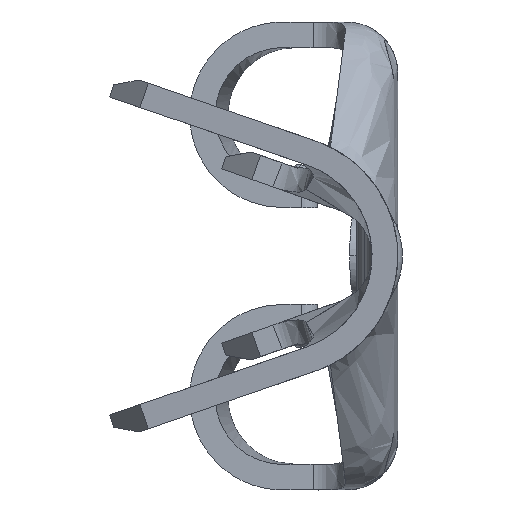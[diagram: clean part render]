
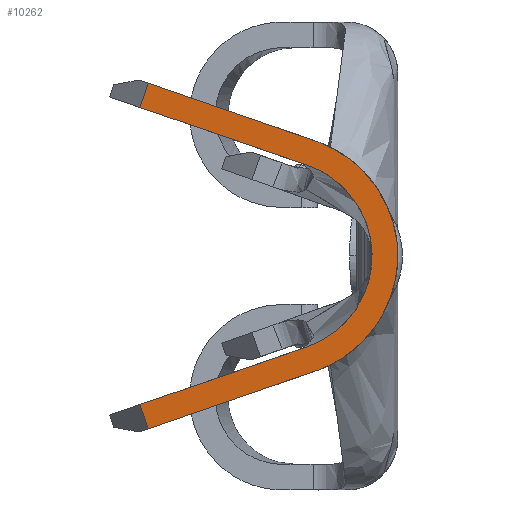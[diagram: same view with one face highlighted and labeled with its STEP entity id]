
A CAD part, left-side view. The second image highlights one B-rep face of the part: STEP entity #10262.
In plain terms, the highlighted planar face has unit normal (-0.996, 0.087, 0).
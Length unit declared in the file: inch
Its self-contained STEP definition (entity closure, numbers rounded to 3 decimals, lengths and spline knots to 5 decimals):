
#99 = VERTEX_POINT ( 'NONE', #5082 ) ;
#487 = VERTEX_POINT ( 'NONE', #3652 ) ;
#729 =( BOUNDED_CURVE ( )  B_SPLINE_CURVE ( 3, ( #13687, #3646, #8137, #12596 ),
 .UNSPECIFIED., .F., .T. ) 
 B_SPLINE_CURVE_WITH_KNOTS ( ( 4, 4 ),
 ( 5.04497, 7.52141 ),
 .UNSPECIFIED. ) 
 CURVE ( )  GEOMETRIC_REPRESENTATION_ITEM ( )  RATIONAL_B_SPLINE_CURVE ( ( 1., 0.551, 0.551, 1. ) ) 
 REPRESENTATION_ITEM ( '' )  );
#867 = CARTESIAN_POINT ( 'NONE',  ( -0.73492, 0.04206, -0.07421 ) ) ;
#1067 = CARTESIAN_POINT ( 'NONE',  ( -0.74074, -0.02445, 0.03431 ) ) ;
#1206 = ORIENTED_EDGE ( 'NONE', *, *, #13847, .F. ) ;
#1302 = LINE ( 'NONE', #5788, #4598 ) ;
#1830 = EDGE_CURVE ( 'NONE', #12354, #13907, #7668, .T. ) ;
#2080 = DIRECTION ( 'NONE',  ( 0.029, 0.326, -0.945 ) ) ;
#2087 = DIRECTION ( 'NONE',  ( 0.996, -0.087, 0. ) ) ;
#2153 = ORIENTED_EDGE ( 'NONE', *, *, #1830, .T. ) ;
#2365 = VERTEX_POINT ( 'NONE', #9519 ) ;
#2445 = EDGE_CURVE ( 'NONE', #12354, #2827, #13080, .T. ) ;
#2759 = EDGE_CURVE ( 'NONE', #99, #487, #12902, .T. ) ;
#2827 = VERTEX_POINT ( 'NONE', #13120 ) ;
#2858 = CARTESIAN_POINT ( 'NONE',  ( -0.73447, 0.04725, -0.05907 ) ) ;
#3037 = CARTESIAN_POINT ( 'NONE',  ( -0.73492, 0.04206, 0.07421 ) ) ;
#3181 = FACE_OUTER_BOUND ( 'NONE', #4902, .T. ) ;
#3646 = CARTESIAN_POINT ( 'NONE',  ( -0.74271, -0.04697, 0.04346 ) ) ;
#3652 = CARTESIAN_POINT ( 'NONE',  ( -0.73506, 0.04041, -0.05671 ) ) ;
#3828 = ORIENTED_EDGE ( 'NONE', *, *, #2759, .F. ) ;
#4442 = CARTESIAN_POINT ( 'NONE',  ( -0.72636, 0.13994, 0.10802 ) ) ;
#4598 = VECTOR ( 'NONE', #10255, 39.37008 ) ;
#4856 = LINE ( 'NONE', #9332, #5308 ) ;
#4886 = VECTOR ( 'NONE', #7521, 39.37008 ) ;
#4902 = EDGE_LOOP ( 'NONE', ( #3828, #11391, #10363, #1206, #11313, #2153, #5621, #13152 ) ) ;
#5082 = CARTESIAN_POINT ( 'NONE',  ( -0.7259, 0.14516, -0.09289 ) ) ;
#5128 = VECTOR ( 'NONE', #7338, 39.37008 ) ;
#5177 = CARTESIAN_POINT ( 'NONE',  ( -0.72636, 0.13994, -0.10802 ) ) ;
#5308 = VECTOR ( 'NONE', #13797, 39.37008 ) ;
#5348 = DIRECTION ( 'NONE',  ( 0.082, 0.942, -0.325 ) ) ;
#5556 = CARTESIAN_POINT ( 'NONE',  ( -0.73506, 0.04041, 0.05671 ) ) ;
#5621 = ORIENTED_EDGE ( 'NONE', *, *, #12937, .F. ) ;
#5788 = CARTESIAN_POINT ( 'NONE',  ( -0.73447, 0.04725, 0.05907 ) ) ;
#5881 = EDGE_CURVE ( 'NONE', #487, #2365, #13265, .T. ) ;
#6575 = DIRECTION ( 'NONE',  ( 0.087, 0.996, 0. ) ) ;
#6652 = CARTESIAN_POINT ( 'NONE',  ( -0.73506, 0.04041, -0.05671 ) ) ;
#7338 = DIRECTION ( 'NONE',  ( -0.082, -0.942, 0.325 ) ) ;
#7494 = VECTOR ( 'NONE', #2080, 39.37008 ) ;
#7521 = DIRECTION ( 'NONE',  ( -0.082, -0.942, -0.325 ) ) ;
#7668 = LINE ( 'NONE', #12121, #7494 ) ;
#7674 = PLANE ( 'NONE',  #14206 ) ;
#8137 = CARTESIAN_POINT ( 'NONE',  ( -0.74271, -0.04697, -0.04346 ) ) ;
#8545 = CARTESIAN_POINT ( 'NONE',  ( -0.73552, 0.03519, -0.07184 ) ) ;
#8819 = EDGE_CURVE ( 'NONE', #14493, #11652, #10909, .T. ) ;
#9332 = CARTESIAN_POINT ( 'NONE',  ( -0.72726, 0.12957, -0.13802 ) ) ;
#9519 = CARTESIAN_POINT ( 'NONE',  ( -0.73506, 0.04041, 0.05671 ) ) ;
#10255 = DIRECTION ( 'NONE',  ( 0.082, 0.942, 0.325 ) ) ;
#10262 = ADVANCED_FACE ( 'NONE', ( #3181 ), #7674, .F. ) ;
#10363 = ORIENTED_EDGE ( 'NONE', *, *, #8819, .F. ) ;
#10909 = LINE ( 'NONE', #867, #13802 ) ;
#11107 = CARTESIAN_POINT ( 'NONE',  ( -0.74074, -0.02445, -0.03431 ) ) ;
#11313 = ORIENTED_EDGE ( 'NONE', *, *, #2445, .F. ) ;
#11391 = ORIENTED_EDGE ( 'NONE', *, *, #13651, .T. ) ;
#11652 = VERTEX_POINT ( 'NONE', #5177 ) ;
#12121 = CARTESIAN_POINT ( 'NONE',  ( -0.71917, 0.22208, -0.12979 ) ) ;
#12128 = CARTESIAN_POINT ( 'NONE',  ( -0.72425, 0.164, -0.15 ) ) ;
#12354 = VERTEX_POINT ( 'NONE', #4442 ) ;
#12596 = CARTESIAN_POINT ( 'NONE',  ( -0.73552, 0.03519, -0.07184 ) ) ;
#12727 = CARTESIAN_POINT ( 'NONE',  ( -0.7259, 0.14516, 0.09289 ) ) ;
#12902 = LINE ( 'NONE', #2858, #5128 ) ;
#12937 = EDGE_CURVE ( 'NONE', #2365, #13907, #1302, .T. ) ;
#13080 = LINE ( 'NONE', #3037, #4886 ) ;
#13120 = CARTESIAN_POINT ( 'NONE',  ( -0.73552, 0.03519, 0.07184 ) ) ;
#13152 = ORIENTED_EDGE ( 'NONE', *, *, #5881, .F. ) ;
#13265 =( BOUNDED_CURVE ( )  B_SPLINE_CURVE ( 3, ( #6652, #11107, #1067, #5556 ),
 .UNSPECIFIED., .F., .T. ) 
 B_SPLINE_CURVE_WITH_KNOTS ( ( 4, 4 ),
 ( 5.04497, 7.52141 ),
 .UNSPECIFIED. ) 
 CURVE ( )  GEOMETRIC_REPRESENTATION_ITEM ( )  RATIONAL_B_SPLINE_CURVE ( ( 1., 0.551, 0.551, 1. ) ) 
 REPRESENTATION_ITEM ( '' )  );
#13651 = EDGE_CURVE ( 'NONE', #99, #11652, #4856, .T. ) ;
#13687 = CARTESIAN_POINT ( 'NONE',  ( -0.73552, 0.03519, 0.07184 ) ) ;
#13797 = DIRECTION ( 'NONE',  ( -0.029, -0.326, -0.945 ) ) ;
#13802 = VECTOR ( 'NONE', #5348, 39.37008 ) ;
#13847 = EDGE_CURVE ( 'NONE', #2827, #14493, #729, .T. ) ;
#13907 = VERTEX_POINT ( 'NONE', #12727 ) ;
#14206 = AXIS2_PLACEMENT_3D ( 'NONE', #12128, #2087, #6575 ) ;
#14493 = VERTEX_POINT ( 'NONE', #8545 ) ;
